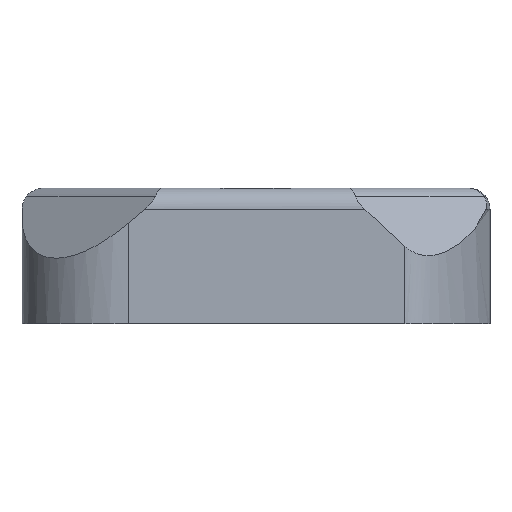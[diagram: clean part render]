
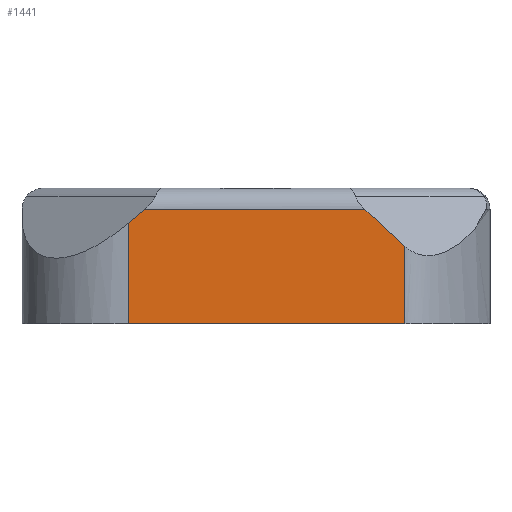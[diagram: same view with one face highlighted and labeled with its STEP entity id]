
A CAD part, left-side view. The second image highlights one B-rep face of the part: STEP entity #1441.
In plain terms, the highlighted planar face has unit normal (-1, 0, 0).
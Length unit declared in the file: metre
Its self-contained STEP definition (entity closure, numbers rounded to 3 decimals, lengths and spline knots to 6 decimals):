
#323=ORIENTED_EDGE('',*,*,#686,.T.);
#324=ORIENTED_EDGE('',*,*,#687,.T.);
#325=ORIENTED_EDGE('',*,*,#688,.T.);
#326=ORIENTED_EDGE('',*,*,#689,.F.);
#327=ORIENTED_EDGE('',*,*,#595,.F.);
#328=ORIENTED_EDGE('',*,*,#690,.T.);
#595=EDGE_CURVE('',#803,#804,#936,.T.);
#686=EDGE_CURVE('',#865,#866,#1000,.T.);
#687=EDGE_CURVE('',#866,#867,#1001,.F.);
#688=EDGE_CURVE('',#867,#868,#1002,.T.);
#689=EDGE_CURVE('',#804,#868,#1003,.T.);
#690=EDGE_CURVE('',#803,#865,#1004,.T.);
#803=VERTEX_POINT('',#2148);
#804=VERTEX_POINT('',#2150);
#865=VERTEX_POINT('',#2384);
#866=VERTEX_POINT('',#2385);
#867=VERTEX_POINT('',#2387);
#868=VERTEX_POINT('',#2389);
#936=LINE('',#2149,#1075);
#1000=LINE('',#2383,#1139);
#1001=LINE('',#2386,#1140);
#1002=LINE('',#2388,#1141);
#1003=LINE('',#2390,#1142);
#1004=LINE('',#2391,#1143);
#1075=VECTOR('',#1708,1.);
#1139=VECTOR('',#1854,1.);
#1140=VECTOR('',#1855,1.);
#1141=VECTOR('',#1856,1.);
#1142=VECTOR('',#1857,1.);
#1143=VECTOR('',#1858,1.);
#1213=EDGE_LOOP('',(#323,#324,#325,#326,#327,#328));
#1305=FACE_BOUND('',#1213,.T.);
#1385=PLANE('',#1563);
#1441=ADVANCED_FACE('',(#1305),#1385,.T.);
#1563=AXIS2_PLACEMENT_3D('',#2382,#1852,#1853);
#1708=DIRECTION('',(0.,1.,0.));
#1852=DIRECTION('',(-1.,0.,0.));
#1853=DIRECTION('',(0.,0.,1.));
#1854=DIRECTION('',(0.,0.736,0.677));
#1855=DIRECTION('',(0.,-1.,0.));
#1856=DIRECTION('',(0.,0.767,-0.642));
#1857=DIRECTION('',(0.,0.,1.));
#1858=DIRECTION('',(0.,0.,1.));
#2148=CARTESIAN_POINT('',(-0.0205,-0.014,-0.012));
#2149=CARTESIAN_POINT('',(-0.0205,-0.001,-0.012));
#2150=CARTESIAN_POINT('',(-0.0205,0.012,-0.012));
#2382=CARTESIAN_POINT('',(-0.0205,-0.001,-0.012002));
#2383=CARTESIAN_POINT('',(-0.0205,-0.013439,-0.004192));
#2384=CARTESIAN_POINT('',(-0.0205,-0.014,-0.004708));
#2385=CARTESIAN_POINT('',(-0.0205,-0.010242,-0.00125));
#2386=CARTESIAN_POINT('',(-0.0205,-0.001,-0.00125));
#2387=CARTESIAN_POINT('',(-0.0205,0.01046,-0.00125));
#2388=CARTESIAN_POINT('',(-0.0205,0.013904,-0.004131));
#2389=CARTESIAN_POINT('',(-0.0205,0.012,-0.002538));
#2390=CARTESIAN_POINT('',(-0.0205,0.012,-0.012002));
#2391=CARTESIAN_POINT('',(-0.0205,-0.014,-0.012002));
